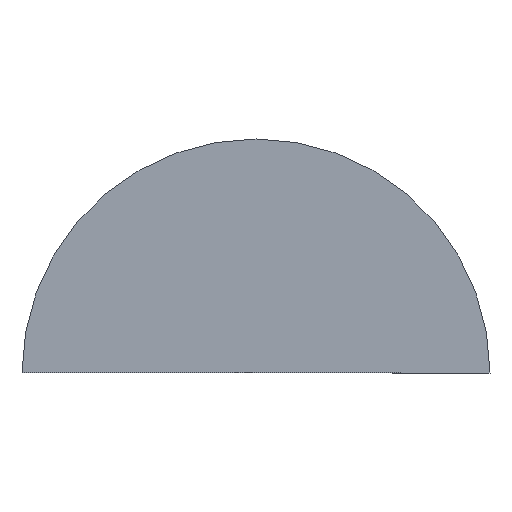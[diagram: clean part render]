
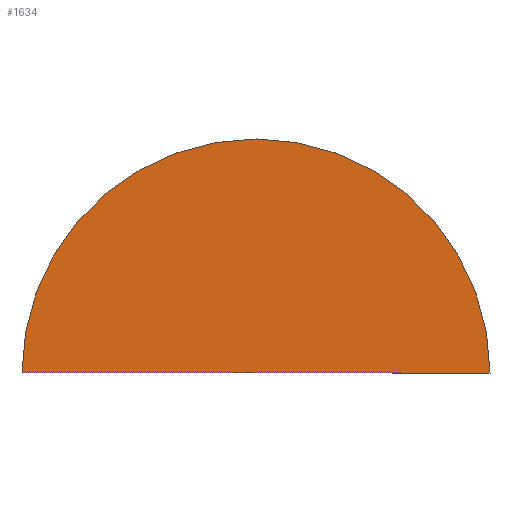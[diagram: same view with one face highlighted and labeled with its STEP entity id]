
A CAD part, front view. The second image highlights one B-rep face of the part: STEP entity #1634.
In plain terms, the highlighted planar face has unit normal (0, -1, 0).
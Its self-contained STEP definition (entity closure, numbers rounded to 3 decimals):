
#50 = AXIS2_PLACEMENT_3D ( 'NONE', #1388, #1087, #2029 ) ;
#83 = CARTESIAN_POINT ( 'NONE',  ( 35., 0., 0. ) ) ;
#189 = DIRECTION ( 'NONE',  ( 0., 0., 1. ) ) ;
#264 = CARTESIAN_POINT ( 'NONE',  ( -35., 0., 0. ) ) ;
#311 = AXIS2_PLACEMENT_3D ( 'NONE', #1746, #338, #189 ) ;
#312 = AXIS2_PLACEMENT_3D ( 'NONE', #347, #1260, #1581 ) ;
#338 = DIRECTION ( 'NONE',  ( 0., 1., 0. ) ) ;
#347 = CARTESIAN_POINT ( 'NONE',  ( 0., 0., 0. ) ) ;
#616 = VERTEX_POINT ( 'NONE', #264 ) ;
#752 = EDGE_LOOP ( 'NONE', ( #1211, #1090, #1629 ) ) ;
#763 = FACE_OUTER_BOUND ( 'NONE', #752, .T. ) ;
#796 = CIRCLE ( 'NONE', #312, 35. ) ;
#921 = EDGE_CURVE ( 'NONE', #1408, #1874, #1883, .T. ) ;
#953 = PLANE ( 'NONE',  #50 ) ;
#1087 = DIRECTION ( 'NONE',  ( 0., -1., 0. ) ) ;
#1090 = ORIENTED_EDGE ( 'NONE', *, *, #1250, .F. ) ;
#1091 = VECTOR ( 'NONE', #1453, 1000. ) ;
#1150 = EDGE_CURVE ( 'NONE', #616, #1408, #796, .T. ) ;
#1201 = CARTESIAN_POINT ( 'NONE',  ( 0., 0., 35. ) ) ;
#1211 = ORIENTED_EDGE ( 'NONE', *, *, #1150, .F. ) ;
#1250 = EDGE_CURVE ( 'NONE', #1874, #616, #1774, .T. ) ;
#1260 = DIRECTION ( 'NONE',  ( 0., 1., 0. ) ) ;
#1280 = CARTESIAN_POINT ( 'NONE',  ( -35., 0., 0. ) ) ;
#1388 = CARTESIAN_POINT ( 'NONE',  ( -35., 0., 0. ) ) ;
#1408 = VERTEX_POINT ( 'NONE', #1201 ) ;
#1453 = DIRECTION ( 'NONE',  ( -1., 0., 0. ) ) ;
#1581 = DIRECTION ( 'NONE',  ( 0., 0., 1. ) ) ;
#1629 = ORIENTED_EDGE ( 'NONE', *, *, #921, .F. ) ;
#1634 = ADVANCED_FACE ( 'NONE', ( #763 ), #953, .T. ) ;
#1746 = CARTESIAN_POINT ( 'NONE',  ( 0., 0., 0. ) ) ;
#1774 = LINE ( 'NONE', #1280, #1091 ) ;
#1874 = VERTEX_POINT ( 'NONE', #83 ) ;
#1883 = CIRCLE ( 'NONE', #311, 35. ) ;
#2029 = DIRECTION ( 'NONE',  ( 0., 0., 1. ) ) ;
